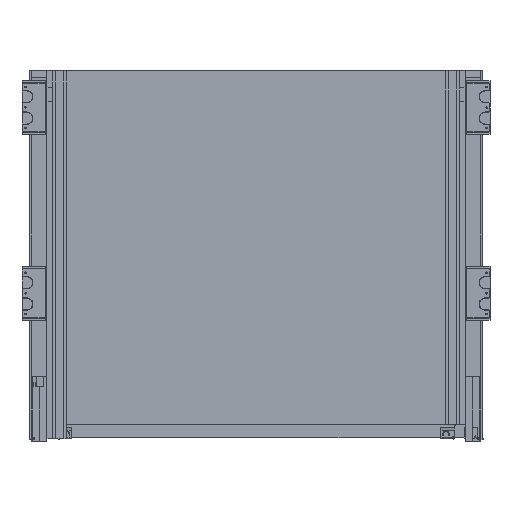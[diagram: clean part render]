
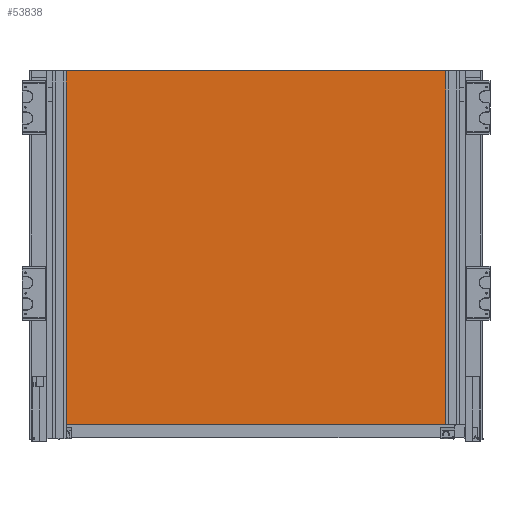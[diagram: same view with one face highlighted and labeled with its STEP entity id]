
A CAD part, front view. The second image highlights one B-rep face of the part: STEP entity #53838.
In plain terms, the highlighted planar face has unit normal (0, -1, 0).
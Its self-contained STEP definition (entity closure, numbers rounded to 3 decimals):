
#3028=FACE_OUTER_BOUND('',#5845,.T.);
#5845=EDGE_LOOP('',(#33552,#33553,#33554,#33555));
#8877=LINE('',#74155,#14788);
#8881=LINE('',#74163,#14792);
#8884=LINE('',#74169,#14795);
#8887=LINE('',#74174,#14798);
#14788=VECTOR('',#60575,1000.);
#14792=VECTOR('',#60581,1000.);
#14795=VECTOR('',#60586,1000.);
#14798=VECTOR('',#60591,1000.);
#20699=VERTEX_POINT('',#74153);
#20700=VERTEX_POINT('',#74154);
#20703=VERTEX_POINT('',#74162);
#20705=VERTEX_POINT('',#74168);
#25768=EDGE_CURVE('',#20699,#20700,#8877,.T.);
#25772=EDGE_CURVE('',#20700,#20703,#8881,.T.);
#25775=EDGE_CURVE('',#20703,#20705,#8884,.T.);
#25778=EDGE_CURVE('',#20705,#20699,#8887,.T.);
#33552=ORIENTED_EDGE('',*,*,#25768,.F.);
#33553=ORIENTED_EDGE('',*,*,#25778,.F.);
#33554=ORIENTED_EDGE('',*,*,#25775,.F.);
#33555=ORIENTED_EDGE('',*,*,#25772,.F.);
#49065=PLANE('',#56741);
#53838=ADVANCED_FACE('',(#3028),#49065,.T.);
#56741=AXIS2_PLACEMENT_3D('',#74177,#60595,#60596);
#60575=DIRECTION('',(0.,0.,-1.));
#60581=DIRECTION('',(-1.,0.,0.));
#60586=DIRECTION('',(0.,0.,1.));
#60591=DIRECTION('',(1.,0.,0.));
#60595=DIRECTION('center_axis',(0.,-1.,0.));
#60596=DIRECTION('ref_axis',(0.,0.,
-1.));
#74153=CARTESIAN_POINT('',(1240.977,1298.439,152.6));
#74154=CARTESIAN_POINT('',(1240.977,1298.439,-273.4));
#74155=CARTESIAN_POINT('',(1240.977,1298.439,152.6));
#74162=CARTESIAN_POINT('',(751.977,1298.439,-273.4));
#74163=CARTESIAN_POINT('',(751.977,1298.439,-273.4));
#74168=CARTESIAN_POINT('',(751.977,1298.439,152.6));
#74169=CARTESIAN_POINT('',(751.977,1298.439,152.6));
#74174=CARTESIAN_POINT('',(751.977,1298.439,152.6));
#74177=CARTESIAN_POINT('Origin',(996.477,1298.439,-60.4));
